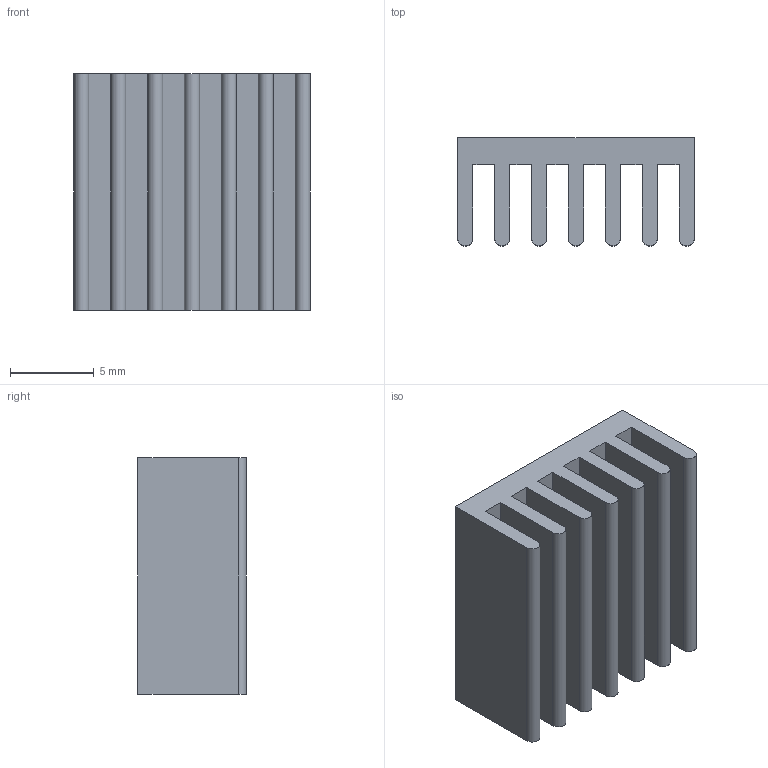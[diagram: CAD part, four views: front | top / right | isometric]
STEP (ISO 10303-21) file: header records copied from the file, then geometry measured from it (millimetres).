
FILE_DESCRIPTION (( 'STEP AP203' ), '1' );
FILE_NAME ('HEATSINK_14X14X6.STEP', '2023-05-04T18:36:23', ( '' ), ( '' ), 'SwSTEP 2.0', 'SolidWorks 2016', '' );
FILE_SCHEMA (( 'CONFIG_CONTROL_DESIGN' ));
Length unit declared in the file: millimetre
Products named in the file (1): HEATSINK_14X14X6
Bounding box: 14.1 x 6.45 x 14.1 mm (x, y, z)
Volume: 740.2 mm3; surface area: 1467 mm2
Topology: 1 solids, 1 shells, 30 faces, 84 edges, 56 vertices
Faces by surface type: plane 23, cylinder 7
Entity records: 1039 total; most frequent: CARTESIAN_POINT 171, ORIENTED_EDGE 168, DIRECTION 160, EDGE_CURVE 84, LINE 70, VECTOR 70, VERTEX_POINT 56, AXIS2_PLACEMENT_3D 45
